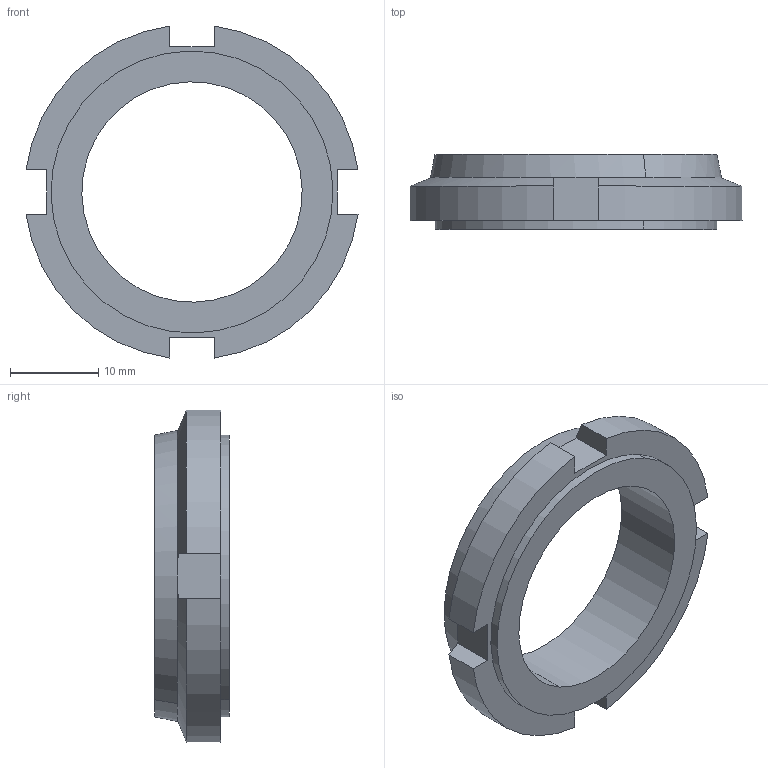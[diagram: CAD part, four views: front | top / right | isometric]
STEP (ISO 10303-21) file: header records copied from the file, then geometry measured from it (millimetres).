
FILE_DESCRIPTION(('CoCreate Modeling STEP Export'),'2;1');
FILE_NAME('m37.stp','2011-05-24T12:16:49',(''),(''),'CoCreate Modeling STEP processor for AP214 (Solid Model)','CoCreate Modeling 18.0P1120 20-Nov-2010 (C) Parametric Technology GmbH','');
FILE_SCHEMA(('AUTOMOTIVE_DESIGN { 1 0 10303 214 1 1 1 1 }'));
Length unit declared in the file: millimetre
Products named in the file (1): BODY_2____SOL2597_-_WSP_ROULEME.PRT
Bounding box: 37.67 x 8.5 x 37.67 mm (x, y, z)
Volume: 3988.8 mm3; surface area: 2760.1 mm2
Topology: 1 solids, 1 shells, 29 faces, 75 edges, 49 vertices
Faces by surface type: plane 15, cylinder 8, cone 6
Entity records: 924 total; most frequent: CARTESIAN_POINT 226, ORIENTED_EDGE 150, DIRECTION 128, EDGE_CURVE 75, VERTEX_POINT 49, AXIS2_PLACEMENT_3D 47, VECTOR 34, LINE 34
